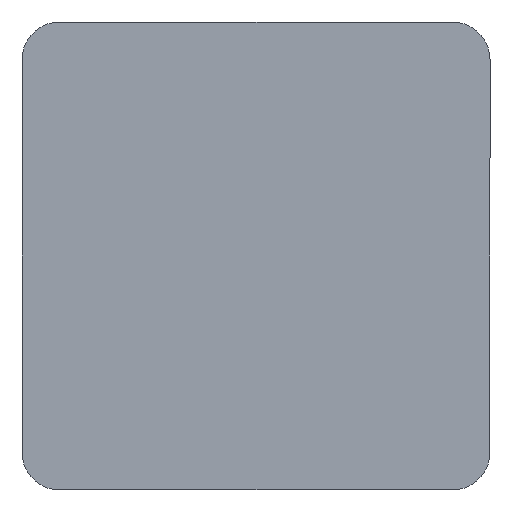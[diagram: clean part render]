
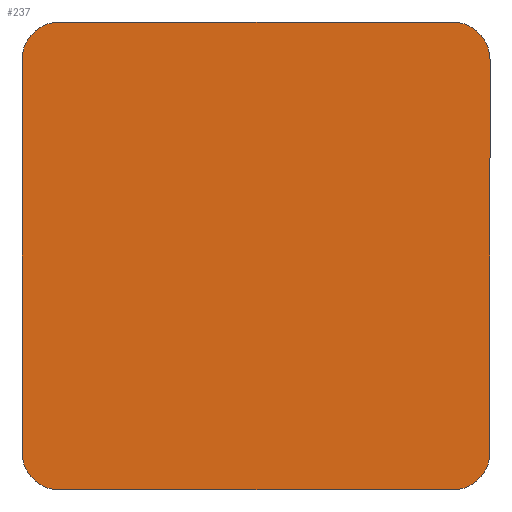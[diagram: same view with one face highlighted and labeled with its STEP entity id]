
A CAD part, front view. The second image highlights one B-rep face of the part: STEP entity #237.
In plain terms, the highlighted planar face has unit normal (0, -1, 0).
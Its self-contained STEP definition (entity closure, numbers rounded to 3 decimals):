
#2 = CARTESIAN_POINT ( 'NONE',  ( 0., 0., 4. ) ) ;
#25 = CARTESIAN_POINT ( 'NONE',  ( 4., 0., 4. ) ) ;
#26 = VERTEX_POINT ( 'NONE', #184 ) ;
#27 = PLANE ( 'NONE',  #43 ) ;
#29 = CIRCLE ( 'NONE', #210, 4. ) ;
#33 = CARTESIAN_POINT ( 'NONE',  ( 4., 0., 0. ) ) ;
#35 = CARTESIAN_POINT ( 'NONE',  ( 45.5, 0., 45.5 ) ) ;
#40 = VECTOR ( 'NONE', #231, 1000. ) ;
#43 = AXIS2_PLACEMENT_3D ( 'NONE', #107, #293, #114 ) ;
#45 = VECTOR ( 'NONE', #295, 1000. ) ;
#48 = CARTESIAN_POINT ( 'NONE',  ( 0., 0., 0. ) ) ;
#51 = DIRECTION ( 'NONE',  ( 0., -1., 0. ) ) ;
#60 = ORIENTED_EDGE ( 'NONE', *, *, #263, .T. ) ;
#64 = CIRCLE ( 'NONE', #297, 4. ) ;
#66 = ORIENTED_EDGE ( 'NONE', *, *, #188, .T. ) ;
#73 = VERTEX_POINT ( 'NONE', #212 ) ;
#77 = EDGE_CURVE ( 'NONE', #123, #252, #260, .T. ) ;
#78 = LINE ( 'NONE', #326, #136 ) ;
#87 = EDGE_LOOP ( 'NONE', ( #110, #128, #285, #60, #189, #320, #175, #66 ) ) ;
#90 = DIRECTION ( 'NONE',  ( 0., 0., 1. ) ) ;
#99 = VERTEX_POINT ( 'NONE', #258 ) ;
#100 = CARTESIAN_POINT ( 'NONE',  ( 45.5, 0., 0. ) ) ;
#102 = DIRECTION ( 'NONE',  ( 0., 0., 1. ) ) ;
#107 = CARTESIAN_POINT ( 'NONE',  ( 0., 0., 0. ) ) ;
#109 = DIRECTION ( 'NONE',  ( 0., 0., 1. ) ) ;
#110 = ORIENTED_EDGE ( 'NONE', *, *, #77, .F. ) ;
#114 = DIRECTION ( 'NONE',  ( 0., 0., 1. ) ) ;
#116 = FACE_OUTER_BOUND ( 'NONE', #87, .T. ) ;
#120 = LINE ( 'NONE', #273, #45 ) ;
#123 = VERTEX_POINT ( 'NONE', #100 ) ;
#128 = ORIENTED_EDGE ( 'NONE', *, *, #240, .T. ) ;
#130 = AXIS2_PLACEMENT_3D ( 'NONE', #177, #238, #102 ) ;
#136 = VECTOR ( 'NONE', #250, 1000. ) ;
#138 = CARTESIAN_POINT ( 'NONE',  ( 45.5, 0., 4. ) ) ;
#148 = EDGE_CURVE ( 'NONE', #99, #73, #174, .T. ) ;
#166 = DIRECTION ( 'NONE',  ( 0., 0., 1. ) ) ;
#169 = VERTEX_POINT ( 'NONE', #319 ) ;
#171 = DIRECTION ( 'NONE',  ( 0., -1., 0. ) ) ;
#174 = CIRCLE ( 'NONE', #130, 4. ) ;
#175 = ORIENTED_EDGE ( 'NONE', *, *, #322, .F. ) ;
#177 = CARTESIAN_POINT ( 'NONE',  ( 4., 0., 45.5 ) ) ;
#184 = CARTESIAN_POINT ( 'NONE',  ( 49.5, 0., 45.5 ) ) ;
#186 = LINE ( 'NONE', #251, #40 ) ;
#188 = EDGE_CURVE ( 'NONE', #208, #252, #64, .T. ) ;
#189 = ORIENTED_EDGE ( 'NONE', *, *, #202, .F. ) ;
#190 = DIRECTION ( 'NONE',  ( 0., -1., 0. ) ) ;
#197 = VERTEX_POINT ( 'NONE', #219 ) ;
#202 = EDGE_CURVE ( 'NONE', #99, #197, #120, .T. ) ;
#208 = VERTEX_POINT ( 'NONE', #2 ) ;
#210 = AXIS2_PLACEMENT_3D ( 'NONE', #35, #171, #90 ) ;
#212 = CARTESIAN_POINT ( 'NONE',  ( 0., 0., 45.5 ) ) ;
#219 = CARTESIAN_POINT ( 'NONE',  ( 45.5, 0., 49.5 ) ) ;
#220 = VECTOR ( 'NONE', #310, 1000. ) ;
#231 = DIRECTION ( 'NONE',  ( 0., 0., -1. ) ) ;
#237 = ADVANCED_FACE ( 'NONE', ( #116 ), #27, .F. ) ;
#238 = DIRECTION ( 'NONE',  ( 0., -1., 0. ) ) ;
#240 = EDGE_CURVE ( 'NONE', #123, #169, #289, .T. ) ;
#250 = DIRECTION ( 'NONE',  ( 0., 0., 1. ) ) ;
#251 = CARTESIAN_POINT ( 'NONE',  ( 49.5, 0., 0. ) ) ;
#252 = VERTEX_POINT ( 'NONE', #33 ) ;
#258 = CARTESIAN_POINT ( 'NONE',  ( 4., 0., 49.5 ) ) ;
#260 = LINE ( 'NONE', #48, #220 ) ;
#263 = EDGE_CURVE ( 'NONE', #26, #197, #29, .T. ) ;
#272 = AXIS2_PLACEMENT_3D ( 'NONE', #138, #190, #166 ) ;
#273 = CARTESIAN_POINT ( 'NONE',  ( 0., 0., 49.5 ) ) ;
#284 = EDGE_CURVE ( 'NONE', #26, #169, #186, .T. ) ;
#285 = ORIENTED_EDGE ( 'NONE', *, *, #284, .F. ) ;
#289 = CIRCLE ( 'NONE', #272, 4. ) ;
#293 = DIRECTION ( 'NONE',  ( 0., 1., 0. ) ) ;
#295 = DIRECTION ( 'NONE',  ( 1., 0., 0. ) ) ;
#297 = AXIS2_PLACEMENT_3D ( 'NONE', #25, #51, #109 ) ;
#310 = DIRECTION ( 'NONE',  ( -1., 0., 0. ) ) ;
#319 = CARTESIAN_POINT ( 'NONE',  ( 49.5, 0., 4. ) ) ;
#320 = ORIENTED_EDGE ( 'NONE', *, *, #148, .T. ) ;
#322 = EDGE_CURVE ( 'NONE', #208, #73, #78, .T. ) ;
#326 = CARTESIAN_POINT ( 'NONE',  ( 0., 0., 0. ) ) ;
